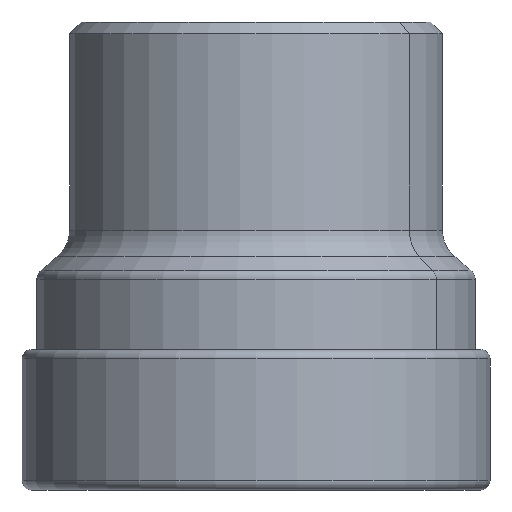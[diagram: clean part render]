
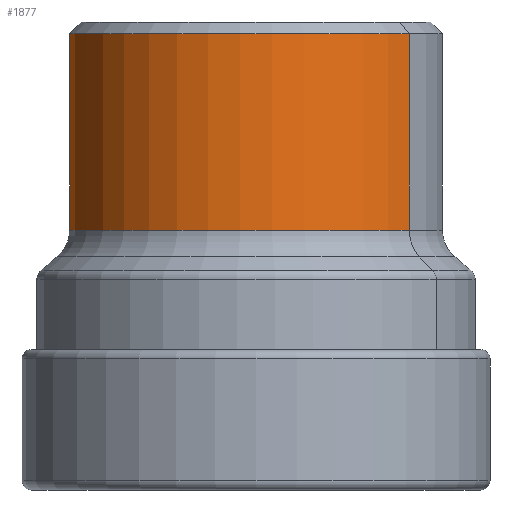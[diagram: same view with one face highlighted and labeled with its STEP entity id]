
A CAD part, left-side view. The second image highlights one B-rep face of the part: STEP entity #1877.
In plain terms, the highlighted cylindrical face has radius 16 mm (diameter 32 mm), a partial arc.
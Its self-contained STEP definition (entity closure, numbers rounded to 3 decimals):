
#806=DIRECTION('',(0.,0.,1.));
#807=VECTOR('',#806,16.785);
#808=CARTESIAN_POINT('',(9.177,13.106,-17.785));
#809=LINE('',#808,#807);
#813=DIRECTION('',(0.,0.,1.));
#814=VECTOR('',#813,16.785);
#815=CARTESIAN_POINT('',(-9.177,-13.106,
-17.785));
#816=LINE('',#815,#814);
#820=CARTESIAN_POINT('',(0.,0.,-17.785));
#821=DIRECTION('',(0.,0.,1.));
#822=DIRECTION('',(0.574,0.819,0.));
#823=AXIS2_PLACEMENT_3D('',#820,#821,#822);
#842=CARTESIAN_POINT('',(0.,0.,-1.));
#843=DIRECTION('',(0.,0.,1.));
#844=DIRECTION('',(0.574,0.819,0.));
#845=AXIS2_PLACEMENT_3D('',#842,#843,#844);
#926=CARTESIAN_POINT('',(9.177,13.106,-17.785));
#927=VERTEX_POINT('',#926);
#928=CARTESIAN_POINT('',(9.177,13.106,-1.));
#929=VERTEX_POINT('',#928);
#970=CARTESIAN_POINT('',(-9.177,-13.106,
-17.785));
#971=VERTEX_POINT('',#970);
#972=CARTESIAN_POINT('',(-9.177,-13.106,-1.));
#973=VERTEX_POINT('',#972);
#1865=CARTESIAN_POINT('',(0.,0.,52.073));
#1866=DIRECTION('',(0.,0.,-1.));
#1867=DIRECTION('',(-0.574,-0.819,0.));
#1868=AXIS2_PLACEMENT_3D('',#1865,#1866,#1867);
#1869=CYLINDRICAL_SURFACE('',#1868,16.);
#1870=ORIENTED_EDGE('',*,*,#1855,.T.);
#1872=ORIENTED_EDGE('',*,*,#1871,.T.);
#1873=ORIENTED_EDGE('',*,*,#1858,.F.);
#1874=ORIENTED_EDGE('',*,*,#1829,.F.);
#1875=EDGE_LOOP('',(#1870,#1872,#1873,#1874));
#1876=FACE_OUTER_BOUND('',#1875,.F.);
#824=CIRCLE('',#823,16.);
#846=CIRCLE('',#845,16.);
#1829=EDGE_CURVE('',#927,#971,#824,.T.);
#1855=EDGE_CURVE('',#927,#929,#809,.T.);
#1858=EDGE_CURVE('',#971,#973,#816,.T.);
#1871=EDGE_CURVE('',#929,#973,#846,.T.);
#1877=ADVANCED_FACE('',(#1876),#1869,.T.);
